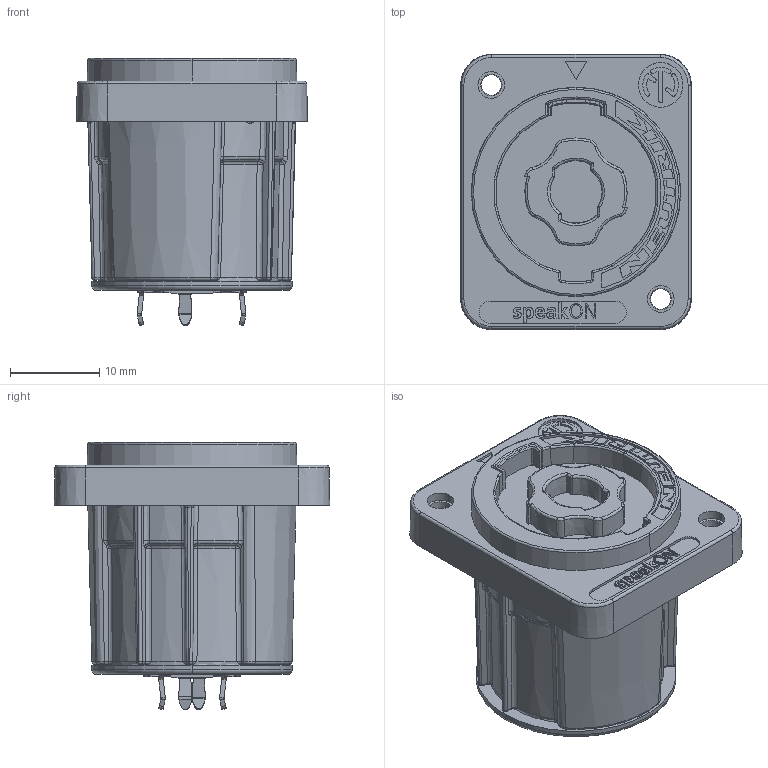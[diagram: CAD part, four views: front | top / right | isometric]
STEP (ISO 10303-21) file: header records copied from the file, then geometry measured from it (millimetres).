
FILE_DESCRIPTION((''),'2;1');
FILE_NAME('NL4MDXX-V-3','2025-01-29T08:50:16',('phk'),(''),'CREO PARAMETRIC BY PTC INC, 2023424','CREO PARAMETRIC BY PTC INC, 2023424','');
FILE_SCHEMA(('AUTOMOTIVE_DESIGN { 1 0 10303 214 1 1 1 1 }'));
Products named in the file (1): NL4MDXX-V-3
Bounding box: 25.9 x 30.9 x 29.95 mm (x, y, z)
Volume: 10487.2 mm3; surface area: 5172.9 mm2
Topology: 1 solids, 4 shells, 1156 faces, 2913 edges, 1868 vertices
Faces by surface type: plane 367, bspline 223, cylinder 199, extrusion 156, cone 87, torus 80, sphere 44
Entity records: 47543 total; most frequent: CARTESIAN_POINT 21780, ORIENTED_EDGE 5718, DIRECTION 4384, EDGE_CURVE 2859, VERTEX_POINT 1752, AXIS2_PLACEMENT_3D 1478, VECTOR 1428, LINE 1272
